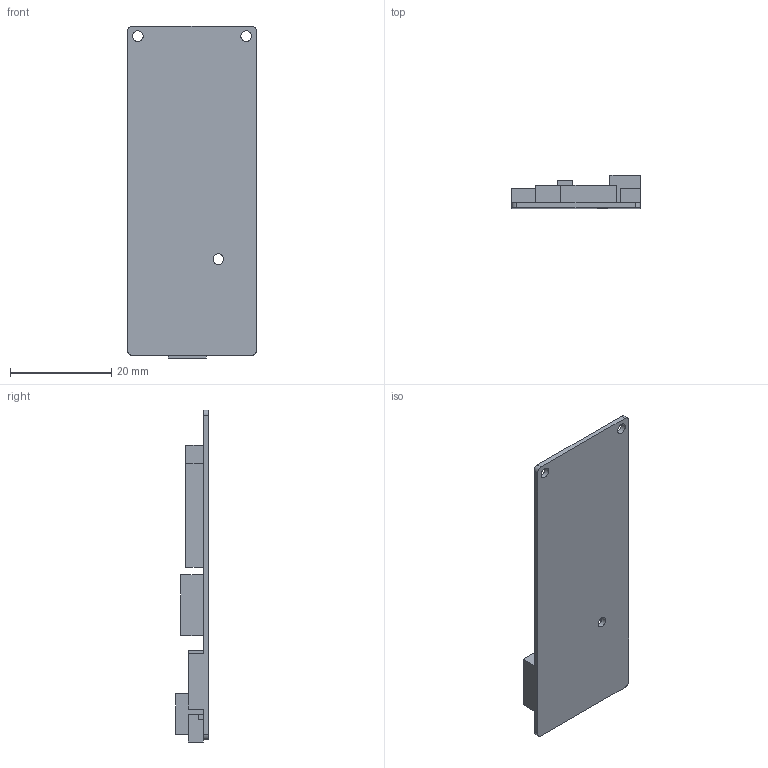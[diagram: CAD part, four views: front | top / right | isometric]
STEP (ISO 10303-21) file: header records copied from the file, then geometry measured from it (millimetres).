
FILE_DESCRIPTION(/* description */ (''),/* implementation_level */ '2;1');
FILE_NAME(/* name */ 'Wemos D32 Pro.step',/* time_stamp */ '2020-12-06T11:51:15-05:00',/* author */ (''),/* organization */ (''),/* preprocessor_version */ 'ST-DEVELOPER v18.1',/* originating_system */ 'Autodesk Translation Framework v9.3.0.1241',/* authorisation */ '');
FILE_SCHEMA (('AUTOMOTIVE_DESIGN { 1 0 10303 214 3 1 1 }'));
Length unit declared in the file: millimetre
Products named in the file (1): Wemos D32 Pro
Bounding box: 25.4 x 6.5 x 65.5 mm (x, y, z)
Volume: 3729.3 mm3; surface area: 4303.9 mm2
Topology: 1 solids, 1 shells, 48 faces, 126 edges, 83 vertices
Faces by surface type: plane 41, cylinder 7
Full cylindrical faces by diameter (mm): 2.1 x3
Entity records: 1505 total; most frequent: CARTESIAN_POINT 258, ORIENTED_EDGE 252, DIRECTION 238, EDGE_CURVE 126, LINE 112, VECTOR 112, VERTEX_POINT 83, AXIS2_PLACEMENT_3D 63
